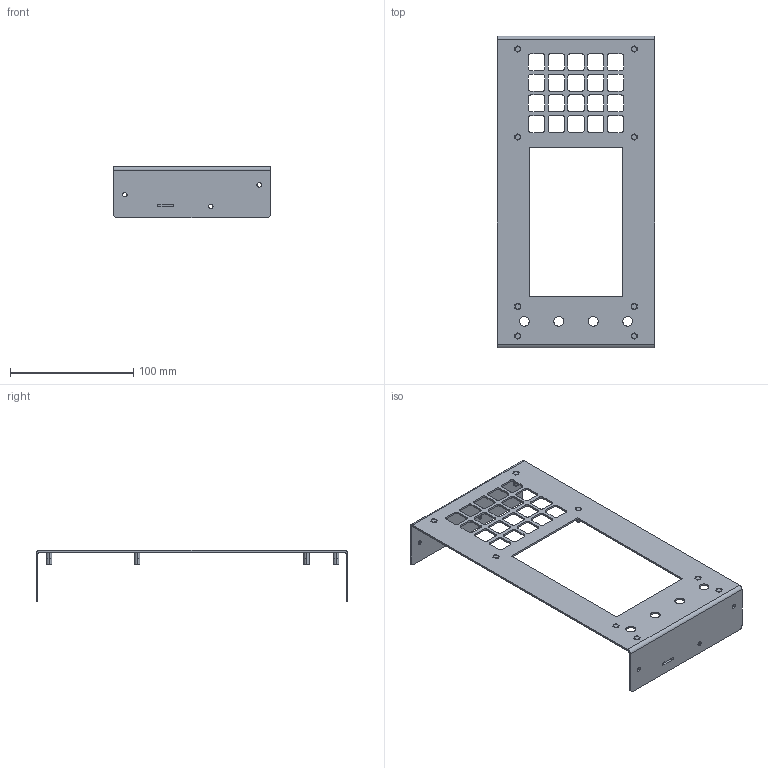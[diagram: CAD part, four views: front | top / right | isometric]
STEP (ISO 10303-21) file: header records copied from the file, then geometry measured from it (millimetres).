
FILE_DESCRIPTION((''),'2;1');
FILE_NAME('Z2_BEND_COVER_INSERTOS_ASM','2023-05-08T',('ramon'),(''),'PRO/ENGINEER BY PARAMETRIC TECHNOLOGY CORPORATION, 2013230','PRO/ENGINEER BY PARAMETRIC TECHNOLOGY CORPORATION, 2013230','');
FILE_SCHEMA(('CONFIG_CONTROL_DESIGN'));
Length unit declared in the file: millimetre
Products named in the file (3): Z2_LITTLECASE_BEND_COV_INSERTOS; FIXI_15CFBSOSM3_11_5; Z2_BEND_COVER_INSERTOS_ASM
Assembly tree (9 placements, depth 2):
  Z2_BEND_COVER_INSERTOS_ASM
    Z2_LITTLECASE_BEND_COV_INSERTOS
    FIXI_15CFBSOSM3_11_5  x8
Bounding box: 128 x 253.2 x 41.5 mm (x, y, z)
Volume: 44727.9 mm3; surface area: 64167.6 mm2
Topology: 9 solids, 9 shells, 354 faces, 944 edges, 624 vertices
Faces by surface type: plane 178, cylinder 160, cone 16
Entity records: 8404 total; most frequent: DIRECTION 1480, CARTESIAN_POINT 1430, ORIENTED_EDGE 1412, EDGE_CURVE 706, AXIS2_PLACEMENT_3D 520, VERTEX_POINT 470, VECTOR 440, LINE 440
